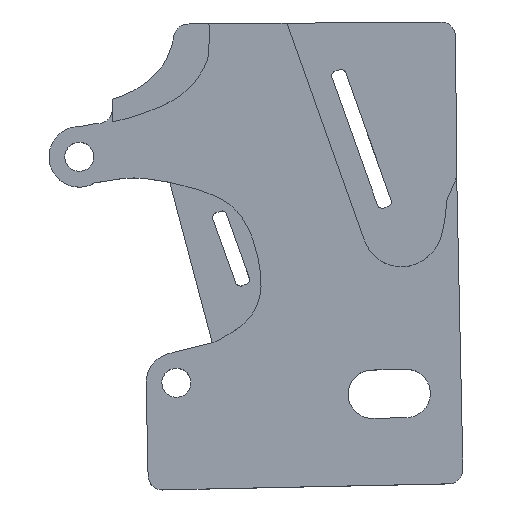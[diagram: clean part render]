
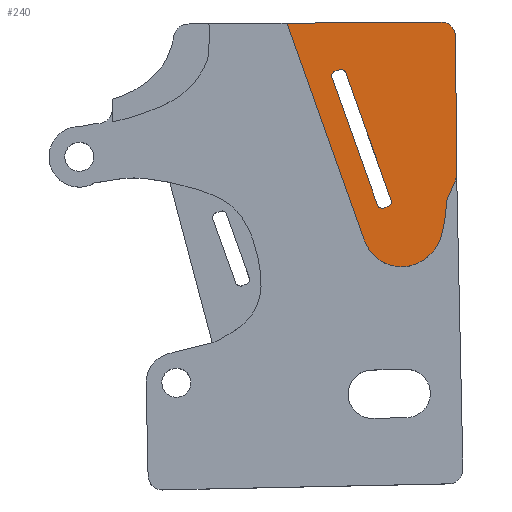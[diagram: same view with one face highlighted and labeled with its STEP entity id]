
A CAD part, top view. The second image highlights one B-rep face of the part: STEP entity #240.
In plain terms, the highlighted planar face has unit normal (0, 0, 1).
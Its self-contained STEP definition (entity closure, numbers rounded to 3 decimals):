
#3 = VERTEX_POINT ( 'NONE', #1047 ) ;
#41 = ORIENTED_EDGE ( 'NONE', *, *, #106, .T. ) ;
#47 = LINE ( 'NONE', #760, #305 ) ;
#90 = VECTOR ( 'NONE', #535, 1000. ) ;
#96 = DIRECTION ( 'NONE',  ( -0.991, 0.131, 0. ) ) ;
#99 = ORIENTED_EDGE ( 'NONE', *, *, #479, .T. ) ;
#106 = EDGE_CURVE ( 'NONE', #312, #1573, #2053, .T. ) ;
#130 = ORIENTED_EDGE ( 'NONE', *, *, #1732, .T. ) ;
#133 = CIRCLE ( 'NONE', #946, 1. ) ;
#138 = VECTOR ( 'NONE', #1904, 1000. ) ;
#152 = CARTESIAN_POINT ( 'NONE',  ( 2146.437, 782.175, 10. ) ) ;
#166 = VERTEX_POINT ( 'NONE', #173 ) ;
#173 = CARTESIAN_POINT ( 'NONE',  ( 2150.543, 788.531, 10. ) ) ;
#217 = EDGE_CURVE ( 'NONE', #1562, #938, #2109, .T. ) ;
#221 = CARTESIAN_POINT ( 'NONE',  ( 2149.265, 789.137, 10. ) ) ;
#240 = ADVANCED_FACE ( 'NONE', ( #1318, #1987 ), #660, .F. ) ;
#247 = EDGE_CURVE ( 'NONE', #717, #1272, #1678, .T. ) ;
#274 = DIRECTION ( 'NONE',  ( 0., 0., -1. ) ) ;
#280 = LINE ( 'NONE', #292, #632 ) ;
#292 = CARTESIAN_POINT ( 'NONE',  ( 2174.221, -286.346, 10. ) ) ;
#300 = DIRECTION ( 'NONE',  ( -0.008, 1., 0. ) ) ;
#305 = VECTOR ( 'NONE', #1450, 1000. ) ;
#312 = VERTEX_POINT ( 'NONE', #468 ) ;
#326 = VERTEX_POINT ( 'NONE', #477 ) ;
#371 = DIRECTION ( 'NONE',  ( 0.942, 0.335, 0. ) ) ;
#386 = B_SPLINE_CURVE_WITH_KNOTS ( 'NONE', 3,
 ( #855, #1537, #1587, #583, #1422, #1927, #1568, #1959, #740 ),
 .UNSPECIFIED., .F., .F.,
 ( 4, 1, 1, 1, 1, 1, 4 ),
 ( 0., 0.114, 0.212, 0.282, 0.396, 0.665, 1. ),
 .UNSPECIFIED. ) ;
#409 = EDGE_CURVE ( 'NONE', #166, #326, #1733, .T. ) ;
#419 = VECTOR ( 'NONE', #948, 1000. ) ;
#468 = CARTESIAN_POINT ( 'NONE',  ( 2163.519, 789.133, 10. ) ) ;
#477 = CARTESIAN_POINT ( 'NONE',  ( 2151.485, 788.866, 10. ) ) ;
#479 = EDGE_CURVE ( 'NONE', #938, #1410, #47, .T. ) ;
#515 = VERTEX_POINT ( 'NONE', #221 ) ;
#522 = ORIENTED_EDGE ( 'NONE', *, *, #1016, .T. ) ;
#530 = ORIENTED_EDGE ( 'NONE', *, *, #247, .T. ) ;
#535 = DIRECTION ( 'NONE',  ( -0.335, 0.942, 0. ) ) ;
#552 = AXIS2_PLACEMENT_3D ( 'NONE', #1804, #1508, #652 ) ;
#558 = AXIS2_PLACEMENT_3D ( 'NONE', #849, #684, #1530 ) ;
#571 = LINE ( 'NONE', #1247, #1382 ) ;
#583 = CARTESIAN_POINT ( 'NONE',  ( 2149.644, 777.581, 10. ) ) ;
#595 = DIRECTION ( 'NONE',  ( -0.991, 0.131, 0. ) ) ;
#598 = EDGE_LOOP ( 'NONE', ( #1944, #975, #1078, #1313, #2157, #530, #130, #724, #522 ) ) ;
#631 = CARTESIAN_POINT ( 'NONE',  ( 2163.524, 790.604, 10. ) ) ;
#632 = VECTOR ( 'NONE', #300, 1000. ) ;
#652 = DIRECTION ( 'NONE',  ( -0.991, 0.131, 0. ) ) ;
#653 = CARTESIAN_POINT ( 'NONE',  ( 2165.631, 795.713, 10. ) ) ;
#660 = PLANE ( 'NONE',  #552 ) ;
#684 = DIRECTION ( 'NONE',  ( 0., 0., -1. ) ) ;
#695 = CARTESIAN_POINT ( 'NONE',  ( 2141.422, 817.128, 10. ) ) ;
#696 = ORIENTED_EDGE ( 'NONE', *, *, #1432, .F. ) ;
#717 = VERTEX_POINT ( 'NONE', #2021 ) ;
#724 = ORIENTED_EDGE ( 'NONE', *, *, #2040, .F. ) ;
#740 = CARTESIAN_POINT ( 'NONE',  ( 2163.519, 789.133, 10. ) ) ;
#753 = CARTESIAN_POINT ( 'NONE',  ( 2130.577, 826.72, 10. ) ) ;
#760 = CARTESIAN_POINT ( 'NONE',  ( 4122.871, 842.535, 10. ) ) ;
#791 = EDGE_CURVE ( 'NONE', #515, #1657, #1859, .T. ) ;
#836 = VECTOR ( 'NONE', #371, 1000. ) ;
#845 = CARTESIAN_POINT ( 'NONE',  ( 2710.054, -776.977, 10. ) ) ;
#849 = CARTESIAN_POINT ( 'NONE',  ( 2140.815, 815.851, 10. ) ) ;
#855 = CARTESIAN_POINT ( 'NONE',  ( 2146.437, 782.175, 10. ) ) ;
#927 = CARTESIAN_POINT ( 'NONE',  ( 2139.824, 815.981, 10. ) ) ;
#938 = VERTEX_POINT ( 'NONE', #1054 ) ;
#946 = AXIS2_PLACEMENT_3D ( 'NONE', #1835, #274, #96 ) ;
#948 = DIRECTION ( 'NONE',  ( 0.942, 0.335, 0. ) ) ;
#969 = CARTESIAN_POINT ( 'NONE',  ( 2165.406, 823.996, 10. ) ) ;
#975 = ORIENTED_EDGE ( 'NONE', *, *, #2136, .T. ) ;
#1005 = CARTESIAN_POINT ( 'NONE',  ( 2165.639, 794.728, 10. ) ) ;
#1016 = EDGE_CURVE ( 'NONE', #1284, #326, #1956, .T. ) ;
#1047 = CARTESIAN_POINT ( 'NONE',  ( 2142.7, 816.522, 10. ) ) ;
#1054 = CARTESIAN_POINT ( 'NONE',  ( 2162.383, 826.972, 10. ) ) ;
#1056 = CARTESIAN_POINT ( 'NONE',  ( 2150.207, 789.473, 10. ) ) ;
#1058 = VERTEX_POINT ( 'NONE', #927 ) ;
#1078 = ORIENTED_EDGE ( 'NONE', *, *, #791, .T. ) ;
#1085 = DIRECTION ( 'NONE',  ( 0., 0., -1. ) ) ;
#1092 = CIRCLE ( 'NONE', #1271, 1. ) ;
#1094 = CIRCLE ( 'NONE', #1414, 1. ) ;
#1095 = EDGE_CURVE ( 'NONE', #1657, #1058, #133, .T. ) ;
#1116 = DIRECTION ( 'NONE',  ( 0., 0., 1. ) ) ;
#1145 = ORIENTED_EDGE ( 'NONE', *, *, #217, .T. ) ;
#1159 = CARTESIAN_POINT ( 'NONE',  ( 3564.019, 1323.634, 10. ) ) ;
#1205 = ORIENTED_EDGE ( 'NONE', *, *, #1875, .T. ) ;
#1232 = DIRECTION ( 'NONE',  ( 0., 0., -1. ) ) ;
#1238 = EDGE_CURVE ( 'NONE', #1058, #717, #1266, .T. ) ;
#1247 = CARTESIAN_POINT ( 'NONE',  ( 2702.517, -779.661, 10. ) ) ;
#1266 = CIRCLE ( 'NONE', #558, 1. ) ;
#1271 = AXIS2_PLACEMENT_3D ( 'NONE', #2108, #1802, #1948 ) ;
#1272 = VERTEX_POINT ( 'NONE', #695 ) ;
#1284 = VERTEX_POINT ( 'NONE', #1898 ) ;
#1312 = CARTESIAN_POINT ( 'NONE',  ( 2165.631, 795.713, 10. ) ) ;
#1313 = ORIENTED_EDGE ( 'NONE', *, *, #1095, .T. ) ;
#1318 = FACE_OUTER_BOUND ( 'NONE', #2183, .T. ) ;
#1353 = CARTESIAN_POINT ( 'NONE',  ( 2164.811, 792.58, 10. ) ) ;
#1375 = AXIS2_PLACEMENT_3D ( 'NONE', #2142, #1116, #595 ) ;
#1380 = AXIS2_PLACEMENT_3D ( 'NONE', #1586, #1085, #1420 ) ;
#1382 = VECTOR ( 'NONE', #1966, 1000. ) ;
#1396 = CARTESIAN_POINT ( 'NONE',  ( 2139.873, 815.515, 10. ) ) ;
#1410 = VERTEX_POINT ( 'NONE', #753 ) ;
#1414 = AXIS2_PLACEMENT_3D ( 'NONE', #1056, #1232, #1609 ) ;
#1420 = DIRECTION ( 'NONE',  ( -0.991, 0.131, 0. ) ) ;
#1422 = CARTESIAN_POINT ( 'NONE',  ( 2152.087, 776.591, 10. ) ) ;
#1432 = EDGE_CURVE ( 'NONE', #1968, #1410, #571, .T. ) ;
#1450 = DIRECTION ( 'NONE',  ( -1., -0.008, 0. ) ) ;
#1479 = CARTESIAN_POINT ( 'NONE',  ( 2163.519, 789.133, 10. ) ) ;
#1508 = DIRECTION ( 'NONE',  ( 0., 0., -1. ) ) ;
#1527 = CARTESIAN_POINT ( 'NONE',  ( 3574.082, 1295.372, 10. ) ) ;
#1530 = DIRECTION ( 'NONE',  ( -0.991, 0.131, 0. ) ) ;
#1537 = CARTESIAN_POINT ( 'NONE',  ( 2146.704, 781.14, 10. ) ) ;
#1546 = LINE ( 'NONE', #845, #138 ) ;
#1562 = VERTEX_POINT ( 'NONE', #969 ) ;
#1568 = CARTESIAN_POINT ( 'NONE',  ( 2162.904, 780.103, 10. ) ) ;
#1573 = VERTEX_POINT ( 'NONE', #653 ) ;
#1586 = CARTESIAN_POINT ( 'NONE',  ( 2151.149, 789.808, 10. ) ) ;
#1587 = CARTESIAN_POINT ( 'NONE',  ( 2147.792, 779.497, 10. ) ) ;
#1609 = DIRECTION ( 'NONE',  ( -0.991, 0.131, 0. ) ) ;
#1657 = VERTEX_POINT ( 'NONE', #1396 ) ;
#1678 = LINE ( 'NONE', #1159, #419 ) ;
#1732 = EDGE_CURVE ( 'NONE', #1272, #3, #1092, .T. ) ;
#1733 = LINE ( 'NONE', #1527, #836 ) ;
#1802 = DIRECTION ( 'NONE',  ( 0., 0., -1. ) ) ;
#1804 = CARTESIAN_POINT ( 'NONE',  ( 4131.709, -270.807, 10. ) ) ;
#1835 = CARTESIAN_POINT ( 'NONE',  ( 2140.815, 815.851, 10. ) ) ;
#1843 = ORIENTED_EDGE ( 'NONE', *, *, #2047, .T. ) ;
#1859 = LINE ( 'NONE', #2084, #90 ) ;
#1875 = EDGE_CURVE ( 'NONE', #1573, #1562, #280, .T. ) ;
#1898 = CARTESIAN_POINT ( 'NONE',  ( 2152.091, 790.144, 10. ) ) ;
#1904 = DIRECTION ( 'NONE',  ( -0.335, 0.942, 0. ) ) ;
#1927 = CARTESIAN_POINT ( 'NONE',  ( 2156.303, 775.909, 10. ) ) ;
#1944 = ORIENTED_EDGE ( 'NONE', *, *, #409, .F. ) ;
#1948 = DIRECTION ( 'NONE',  ( -0.991, 0.131, 0. ) ) ;
#1956 = CIRCLE ( 'NONE', #1380, 1. ) ;
#1959 = CARTESIAN_POINT ( 'NONE',  ( 2163.187, 786.147, 10. ) ) ;
#1966 = DIRECTION ( 'NONE',  ( -0.335, 0.942, 0. ) ) ;
#1968 = VERTEX_POINT ( 'NONE', #152 ) ;
#1987 = FACE_BOUND ( 'NONE', #598, .T. ) ;
#2021 = CARTESIAN_POINT ( 'NONE',  ( 2140.48, 816.793, 10. ) ) ;
#2040 = EDGE_CURVE ( 'NONE', #1284, #3, #1546, .T. ) ;
#2047 = EDGE_CURVE ( 'NONE', #1968, #312, #386, .T. ) ;
#2053 = B_SPLINE_CURVE_WITH_KNOTS ( 'NONE', 3,
 ( #1479, #631, #1353, #1005, #1312 ),
 .UNSPECIFIED., .F., .F.,
 ( 4, 1, 4 ),
 ( 0., 0.601, 1. ),
 .UNSPECIFIED. ) ;
#2084 = CARTESIAN_POINT ( 'NONE',  ( 2707.228, -777.983, 10. ) ) ;
#2108 = CARTESIAN_POINT ( 'NONE',  ( 2141.757, 816.186, 10. ) ) ;
#2109 = CIRCLE ( 'NONE', #1375, 3. ) ;
#2136 = EDGE_CURVE ( 'NONE', #166, #515, #1094, .T. ) ;
#2142 = CARTESIAN_POINT ( 'NONE',  ( 2162.407, 823.972, 10. ) ) ;
#2157 = ORIENTED_EDGE ( 'NONE', *, *, #1238, .T. ) ;
#2183 = EDGE_LOOP ( 'NONE', ( #1205, #1145, #99, #696, #1843, #41 ) ) ;
